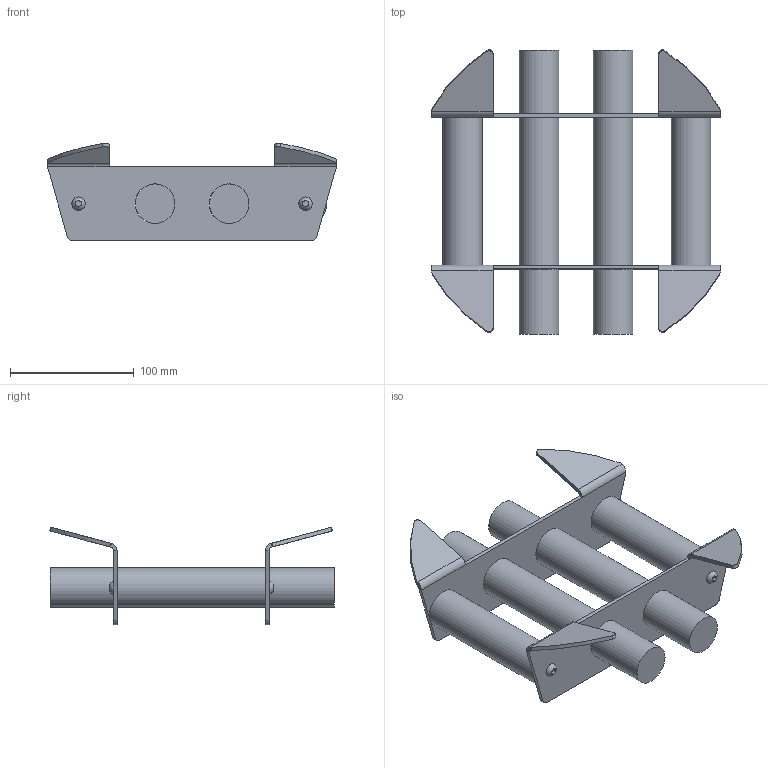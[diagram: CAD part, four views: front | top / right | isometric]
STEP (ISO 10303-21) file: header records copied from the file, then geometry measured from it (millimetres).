
FILE_DESCRIPTION(('STEP AP214'),'1');
FILE_NAME('RM240.stp','2020-09-30T10:16:45',(' '),(' '),'Spatial InterOp 3D',' ',' ');
FILE_SCHEMA(('AUTOMOTIVE_DESIGN { 1 0 10303 214 1 1 1 1 }'));
Length unit declared in the file: millimetre
Products named in the file (10): WM 32; Boczki; Arkusz blachy8; _ruby M6x16; Wkręt : Zaokrąglony - M6,0 x 16,0
Assembly tree (9 placements, depth 3):
  (unnamed)
    WM 32
    Boczki
      Arkusz blachy8
      Arkusz blachy8
    _ruby M6x16
      Wkręt : Zaokrąglony - M6,0 x 16,0
      Wkręt : Zaokrąglony - M6,0 x 16,0
      Wkręt : Zaokrąglony - M6,0 x 16,0
      Wkręt : Zaokrąglony - M6,0 x 16,0
Bounding box: 234.13 x 230.16 x 78.98 mm (x, y, z)
Volume: 656081.8 mm3; surface area: 145510.6 mm2
Topology: 10 solids, 10 shells, 124 faces, 264 edges, 164 vertices
Faces by surface type: plane 84, cylinder 32, sphere 4, cone 4
Full cylindrical faces by diameter (mm): 5 x4, 32 x4, 32.1 x4
Entity records: 4465 total; most frequent: DIRECTION 616, CARTESIAN_POINT 544, ORIENTED_EDGE 488, EDGE_CURVE 244, AXIS2_PLACEMENT_3D 236, EDGE_LOOP 164, VERTEX_POINT 164, LINE 144
